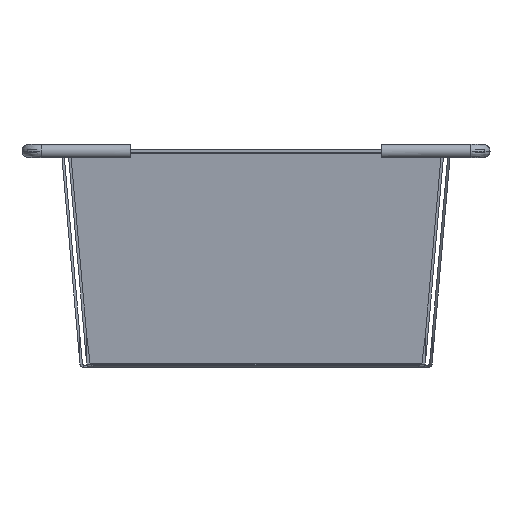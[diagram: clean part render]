
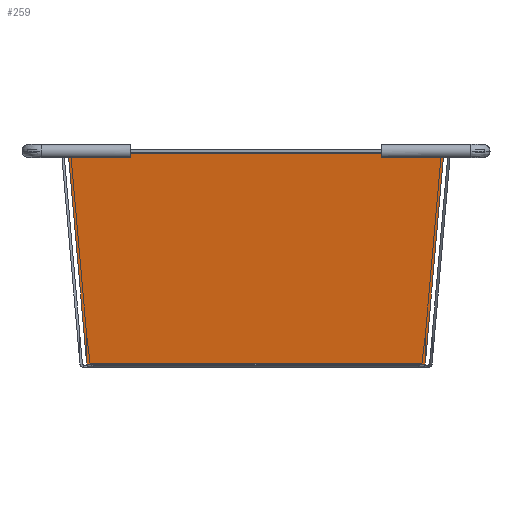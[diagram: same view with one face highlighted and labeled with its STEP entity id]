
A CAD part, left-side view. The second image highlights one B-rep face of the part: STEP entity #259.
In plain terms, the highlighted face is planar.
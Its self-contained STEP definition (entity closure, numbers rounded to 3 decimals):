
#259=ADVANCED_FACE('',(#647),#4639,.T.);
#647=FACE_OUTER_BOUND('',#1035,.T.);
#1035=EDGE_LOOP('',(#2360,#2361,#2362,#2363,#2364,#2365));
#2360=ORIENTED_EDGE('',*,*,#2546,.T.);
#2361=ORIENTED_EDGE('',*,*,#2561,.T.);
#2362=ORIENTED_EDGE('',*,*,#3151,.F.);
#2363=ORIENTED_EDGE('',*,*,#3100,.F.);
#2364=ORIENTED_EDGE('',*,*,#3150,.F.);
#2365=ORIENTED_EDGE('',*,*,#2550,.T.);
#2546=EDGE_CURVE('',#3994,#3995,#3614,.T.);
#2550=EDGE_CURVE('',#3998,#3994,#3618,.T.);
#2561=EDGE_CURVE('',#3995,#4000,#3629,.T.);
#3100=EDGE_CURVE('',#4362,#4364,#3860,.T.);
#3150=EDGE_CURVE('',#3998,#4362,#3894,.T.);
#3151=EDGE_CURVE('',#4364,#4000,#3895,.T.);
#3614=B_SPLINE_CURVE_WITH_KNOTS('',1,(#5987,#5988),.UNSPECIFIED.,.F.,.F.,
(2,2),(0.,137.97),.UNSPECIFIED.);
#3618=B_SPLINE_CURVE_WITH_KNOTS('',1,(#5998,#5999),.UNSPECIFIED.,.F.,.F.,
(2,2),(0.,76.52),.UNSPECIFIED.);
#3629=B_SPLINE_CURVE_WITH_KNOTS('',1,(#6029,#6030),.UNSPECIFIED.,.F.,.F.,
(2,2),(0.,76.52),.UNSPECIFIED.);
#3860=B_SPLINE_CURVE_WITH_KNOTS('',1,(#8108,#8109),.UNSPECIFIED.,.F.,.F.,
(2,2),(-124.426,0.),.UNSPECIFIED.);
#3894=B_SPLINE_CURVE_WITH_KNOTS('',3,(#8363,#8364,#8365,#8366),
 .UNSPECIFIED.,.F.,.F.,(4,4),(0.,1.436),.UNSPECIFIED.);
#3895=B_SPLINE_CURVE_WITH_KNOTS('',3,(#8367,#8368,#8369,#8370),
 .UNSPECIFIED.,.F.,.F.,(4,4),(0.,1.436),.UNSPECIFIED.);
#3994=VERTEX_POINT('',#5511);
#3995=VERTEX_POINT('',#5512);
#3998=VERTEX_POINT('',#5515);
#4000=VERTEX_POINT('',#5517);
#4362=VERTEX_POINT('',#5879);
#4364=VERTEX_POINT('',#5881);
#4639=PLANE('',#4950);
#4950=AXIS2_PLACEMENT_3D('',#5454,#5199,$);
#5199=DIRECTION('',(-0.996,0.087,0.));
#5454=CARTESIAN_POINT('',(-187.958,87.101,83.378));
#5511=CARTESIAN_POINT('',(-195.46,1.356,-68.985));
#5512=CARTESIAN_POINT('',(-195.46,1.356,68.985));
#5515=CARTESIAN_POINT('',(-188.816,77.297,-62.341));
#5517=CARTESIAN_POINT('',(-188.816,77.297,62.341));
#5879=CARTESIAN_POINT('',(-188.691,78.722,-62.213));
#5881=CARTESIAN_POINT('',(-188.691,78.722,62.213));
#5987=CARTESIAN_POINT('',(-195.46,1.356,-68.985));
#5988=CARTESIAN_POINT('',(-195.46,1.356,68.985));
#5998=CARTESIAN_POINT('',(-188.816,77.297,-62.341));
#5999=CARTESIAN_POINT('',(-195.46,1.356,-68.985));
#6029=CARTESIAN_POINT('',(-195.46,1.356,68.985));
#6030=CARTESIAN_POINT('',(-188.816,77.297,62.341));
#8108=CARTESIAN_POINT('',(-188.691,78.722,-62.213));
#8109=CARTESIAN_POINT('',(-188.691,78.722,62.213));
#8363=CARTESIAN_POINT('',(-188.816,77.297,-62.341));
#8364=CARTESIAN_POINT('',(-188.775,77.772,-62.3));
#8365=CARTESIAN_POINT('',(-188.733,78.247,-62.257));
#8366=CARTESIAN_POINT('',(-188.691,78.722,-62.213));
#8367=CARTESIAN_POINT('',(-188.691,78.722,62.213));
#8368=CARTESIAN_POINT('',(-188.733,78.247,62.257));
#8369=CARTESIAN_POINT('',(-188.775,77.772,62.3));
#8370=CARTESIAN_POINT('',(-188.816,77.297,62.341));
